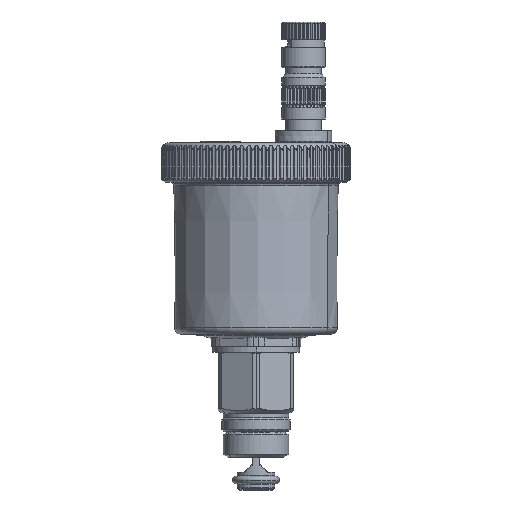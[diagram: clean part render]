
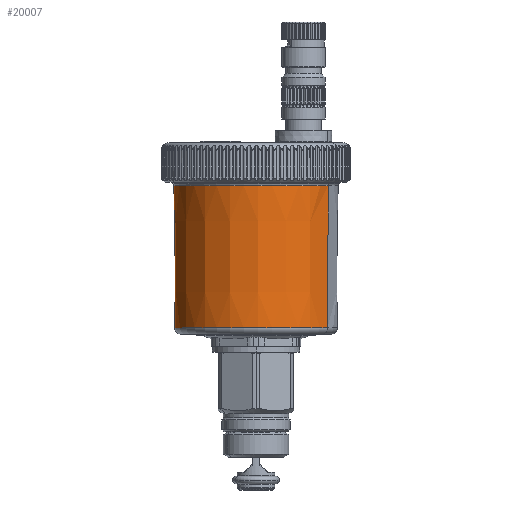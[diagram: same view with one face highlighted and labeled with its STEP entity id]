
A CAD part, left-side view. The second image highlights one B-rep face of the part: STEP entity #20007.
In plain terms, the highlighted conical face has half-angle 0.3 degrees and reference radius 20.589 mm.
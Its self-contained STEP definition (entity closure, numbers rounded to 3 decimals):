
#19938=CARTESIAN_POINT('Vertex',(-9.546,-18.249,-0.38)) ;
#19940=CARTESIAN_POINT('Vertex',(10.385,18.234,-0.38)) ;
#19965=CARTESIAN_POINT('Axis2P3D Location',(0.42,-0.007,-0.38)) ;
#19977=CARTESIAN_POINT('Axis2P3D Location',(0.42,-0.007,-37.9)) ;
#19982=CARTESIAN_POINT('Line Origine',(-9.499,-18.163,-18.935)) ;
#19986=CARTESIAN_POINT('Vertex',(-9.456,-18.084,-36.209)) ;
#19989=CARTESIAN_POINT('Line Origine',(10.338,18.149,-18.935)) ;
#19993=CARTESIAN_POINT('Vertex',(10.295,18.069,-36.209)) ;
#19996=CARTESIAN_POINT('Axis2P3D Location',(0.42,-0.007,-36.209)) ;
#19966=DIRECTION('Axis2P3D Direction',(0.,-0.,-1.)) ;
#19978=DIRECTION('Axis2P3D Direction',(0.,0.,1.)) ;
#19979=DIRECTION('Axis2P3D XDirection',(-0.479,-0.878,0.)) ;
#19983=DIRECTION('Vector Direction',(-0.003,-0.005,1.)) ;
#19990=DIRECTION('Vector Direction',(0.003,0.005,1.)) ;
#19997=DIRECTION('Axis2P3D Direction',(0.,0.,1.)) ;
#19967=AXIS2_PLACEMENT_3D('Circle Axis2P3D',#19965,#19966,$) ;
#19980=AXIS2_PLACEMENT_3D('Cone Axis2P3D',#19977,#19978,#19979) ;
#19998=AXIS2_PLACEMENT_3D('Circle Axis2P3D',#19996,#19997,$) ;
#20002=ORIENTED_EDGE('',*,*,#19988,.F.) ;
#20003=ORIENTED_EDGE('',*,*,#19969,.F.) ;
#20004=ORIENTED_EDGE('',*,*,#19995,.T.) ;
#20005=ORIENTED_EDGE('',*,*,#20000,.F.) ;
#19984=VECTOR('Line Direction',#19983,1.) ;
#19991=VECTOR('Line Direction',#19990,1.) ;
#20007=ADVANCED_FACE('PartBody',(#20006),#19981,.T.) ;
#19968=CIRCLE('generated circle',#19967,20.786) ;
#19999=CIRCLE('generated circle',#19998,20.598) ;
#19981=CONICAL_SURFACE('Cone',#19980,20.589,0.005) ;
#19969=EDGE_CURVE('',#19941,#19939,#19968,.F.) ;
#19988=EDGE_CURVE('',#19939,#19987,#19985,.F.) ;
#19995=EDGE_CURVE('',#19941,#19994,#19992,.F.) ;
#20000=EDGE_CURVE('',#19987,#19994,#19999,.F.) ;
#20001=EDGE_LOOP('',(#20002,#20003,#20004,#20005)) ;
#20006=FACE_OUTER_BOUND('',#20001,.T.) ;
#19985=LINE('Line',#19982,#19984) ;
#19992=LINE('Line',#19989,#19991) ;
#19939=VERTEX_POINT('',#19938) ;
#19941=VERTEX_POINT('',#19940) ;
#19987=VERTEX_POINT('',#19986) ;
#19994=VERTEX_POINT('',#19993) ;
